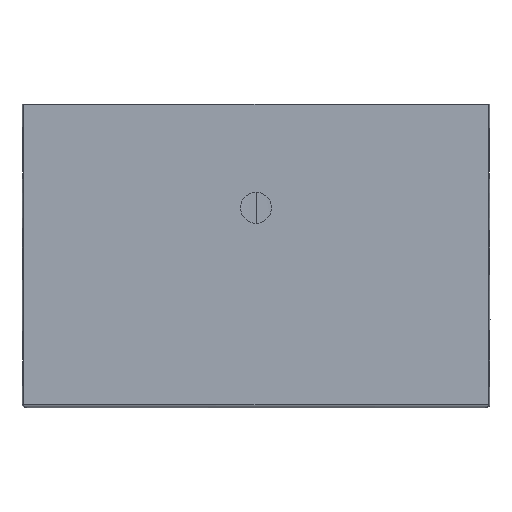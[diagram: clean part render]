
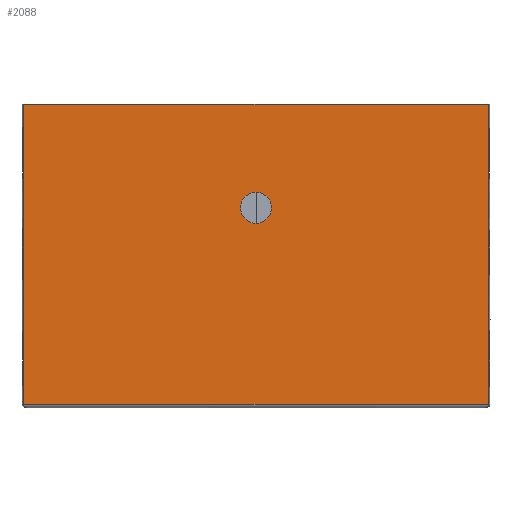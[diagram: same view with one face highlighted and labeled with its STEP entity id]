
A CAD part, front view. The second image highlights one B-rep face of the part: STEP entity #2088.
In plain terms, the highlighted planar face has unit normal (0, -1, 0).
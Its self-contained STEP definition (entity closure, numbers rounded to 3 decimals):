
#28 = CARTESIAN_POINT ( 'NONE',  ( 33.7, 0., 0.5 ) ) ;
#67 = ORIENTED_EDGE ( 'NONE', *, *, #887, .F. ) ;
#108 = LINE ( 'NONE', #597, #1711 ) ;
#113 = ORIENTED_EDGE ( 'NONE', *, *, #149, .F. ) ;
#149 = EDGE_CURVE ( 'NONE', #1921, #552, #2074, .T. ) ;
#251 = VERTEX_POINT ( 'NONE', #1052 ) ;
#295 = DIRECTION ( 'NONE',  ( 0., 0., -1. ) ) ;
#397 = DIRECTION ( 'NONE',  ( 0., 0., -1. ) ) ;
#420 = EDGE_CURVE ( 'NONE', #1048, #552, #108, .T. ) ;
#426 = DIRECTION ( 'NONE',  ( 1., 0., 0. ) ) ;
#473 = LINE ( 'NONE', #1342, #1374 ) ;
#477 = CARTESIAN_POINT ( 'NONE',  ( 0., 0., 44. ) ) ;
#532 = DIRECTION ( 'NONE',  ( -1., 0., 0. ) ) ;
#552 = VERTEX_POINT ( 'NONE', #28 ) ;
#576 = CARTESIAN_POINT ( 'NONE',  ( 33.7, 0., 44. ) ) ;
#597 = CARTESIAN_POINT ( 'NONE',  ( 33.7, 0., 0.5 ) ) ;
#605 = AXIS2_PLACEMENT_3D ( 'NONE', #477, #968, #2145 ) ;
#664 = VECTOR ( 'NONE', #295, 1000. ) ;
#687 = EDGE_CURVE ( 'NONE', #251, #1951, #1862, .T. ) ;
#708 = ORIENTED_EDGE ( 'NONE', *, *, #420, .T. ) ;
#743 = DIRECTION ( 'NONE',  ( 0., -1., 0. ) ) ;
#760 = LINE ( 'NONE', #1655, #664 ) ;
#764 = CIRCLE ( 'NONE', #1297, 2.25 ) ;
#887 = EDGE_CURVE ( 'NONE', #1951, #251, #764, .T. ) ;
#968 = DIRECTION ( 'NONE',  ( 0., -1., 0. ) ) ;
#969 = CARTESIAN_POINT ( 'NONE',  ( -33.7, 0., 44. ) ) ;
#1015 = DIRECTION ( 'NONE',  ( 0., 0., -1. ) ) ;
#1048 = VERTEX_POINT ( 'NONE', #1523 ) ;
#1052 = CARTESIAN_POINT ( 'NONE',  ( 0., 0., 31.25 ) ) ;
#1066 = EDGE_LOOP ( 'NONE', ( #67, #1680 ) ) ;
#1088 = CARTESIAN_POINT ( 'NONE',  ( 0., 0., 29. ) ) ;
#1297 = AXIS2_PLACEMENT_3D ( 'NONE', #1088, #743, #397 ) ;
#1342 = CARTESIAN_POINT ( 'NONE',  ( 0., 0., 44. ) ) ;
#1374 = VECTOR ( 'NONE', #532, 1000. ) ;
#1400 = CARTESIAN_POINT ( 'NONE',  ( 0., 0., 29. ) ) ;
#1433 = AXIS2_PLACEMENT_3D ( 'NONE', #1400, #1591, #1937 ) ;
#1441 = FACE_BOUND ( 'NONE', #1066, .T. ) ;
#1452 = EDGE_LOOP ( 'NONE', ( #1926, #708, #113, #1836 ) ) ;
#1523 = CARTESIAN_POINT ( 'NONE',  ( -33.7, 0., 0.5 ) ) ;
#1547 = VERTEX_POINT ( 'NONE', #969 ) ;
#1591 = DIRECTION ( 'NONE',  ( 0., -1., 0. ) ) ;
#1635 = CARTESIAN_POINT ( 'NONE',  ( 0., 0., 26.75 ) ) ;
#1655 = CARTESIAN_POINT ( 'NONE',  ( -33.7, 0., 44. ) ) ;
#1680 = ORIENTED_EDGE ( 'NONE', *, *, #687, .F. ) ;
#1711 = VECTOR ( 'NONE', #426, 1000. ) ;
#1726 = EDGE_CURVE ( 'NONE', #1921, #1547, #473, .T. ) ;
#1739 = VECTOR ( 'NONE', #1015, 1000. ) ;
#1796 = FACE_OUTER_BOUND ( 'NONE', #1452, .T. ) ;
#1823 = PLANE ( 'NONE',  #605 ) ;
#1836 = ORIENTED_EDGE ( 'NONE', *, *, #1726, .T. ) ;
#1862 = CIRCLE ( 'NONE', #1433, 2.25 ) ;
#1921 = VERTEX_POINT ( 'NONE', #576 ) ;
#1926 = ORIENTED_EDGE ( 'NONE', *, *, #1948, .T. ) ;
#1937 = DIRECTION ( 'NONE',  ( 0., 0., -1. ) ) ;
#1948 = EDGE_CURVE ( 'NONE', #1547, #1048, #760, .T. ) ;
#1951 = VERTEX_POINT ( 'NONE', #1635 ) ;
#2071 = CARTESIAN_POINT ( 'NONE',  ( 33.7, 0., 44. ) ) ;
#2074 = LINE ( 'NONE', #2071, #1739 ) ;
#2088 = ADVANCED_FACE ( 'NONE', ( #1441, #1796 ), #1823, .T. ) ;
#2145 = DIRECTION ( 'NONE',  ( 0., 0., -1. ) ) ;
